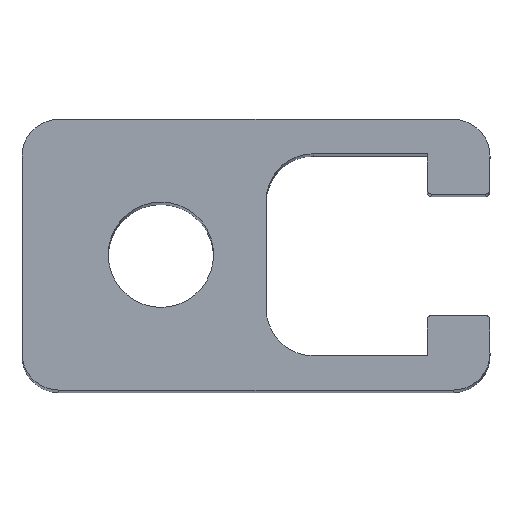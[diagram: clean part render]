
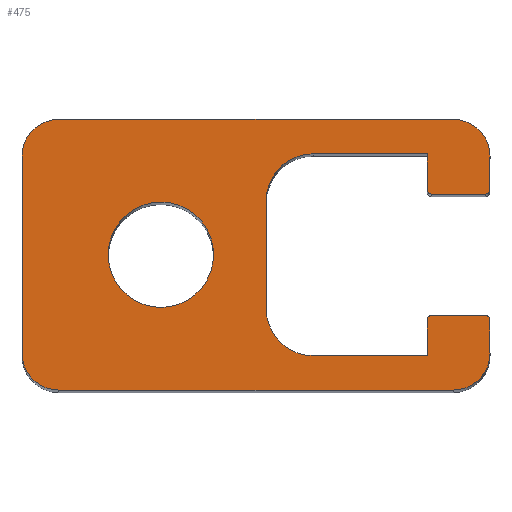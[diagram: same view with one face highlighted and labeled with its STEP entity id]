
A CAD part, top view. The second image highlights one B-rep face of the part: STEP entity #475.
In plain terms, the highlighted planar face has unit normal (0, 0, 1).
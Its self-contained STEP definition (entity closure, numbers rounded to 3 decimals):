
#23=PLANE('',#516);
#33=LINE('',#702,#79);
#37=LINE('',#714,#83);
#40=LINE('',#720,#86);
#44=LINE('',#732,#90);
#48=LINE('',#744,#94);
#51=LINE('',#750,#97);
#55=LINE('',#761,#101);
#59=LINE('',#768,#105);
#60=LINE('',#773,#106);
#61=LINE('',#777,#107);
#62=LINE('',#781,#108);
#63=LINE('',#784,#109);
#79=VECTOR('',#560,3.7);
#83=VECTOR('',#572,2.45);
#86=VECTOR('',#577,7.8);
#90=VECTOR('',#589,7.4);
#94=VECTOR('',#601,7.8);
#97=VECTOR('',#606,2.45);
#101=VECTOR('',#618,3.7);
#105=VECTOR('',#624,2.3);
#106=VECTOR('',#629,27.);
#107=VECTOR('',#632,13.5);
#108=VECTOR('',#635,27.);
#109=VECTOR('',#638,2.3);
#122=FACE_BOUND('',#166,.T.);
#139=FACE_OUTER_BOUND('',#165,.T.);
#165=EDGE_LOOP('',(#371,#372,#373,#374,#375,#376,#377,#378,#379,#380,#381,
#382,#383,#384,#385,#386,#387,#388,#389,#390,#391,#392));
#166=EDGE_LOOP('',(#393));
#177=CIRCLE('',#488,3.6);
#179=CIRCLE('',#491,0.3);
#181=CIRCLE('',#494,0.3);
#183=CIRCLE('',#498,0.3);
#185=CIRCLE('',#503,3.2);
#187=CIRCLE('',#507,3.2);
#189=CIRCLE('',#512,0.3);
#191=CIRCLE('',#517,2.5);
#192=CIRCLE('',#518,2.5);
#193=CIRCLE('',#519,2.5);
#194=CIRCLE('',#520,2.5);
#199=VERTEX_POINT('',#678);
#201=VERTEX_POINT('',#683);
#202=VERTEX_POINT('',#684);
#205=VERTEX_POINT('',#692);
#206=VERTEX_POINT('',#693);
#209=VERTEX_POINT('',#701);
#211=VERTEX_POINT('',#707);
#213=VERTEX_POINT('',#713);
#215=VERTEX_POINT('',#719);
#217=VERTEX_POINT('',#725);
#219=VERTEX_POINT('',#731);
#221=VERTEX_POINT('',#737);
#223=VERTEX_POINT('',#743);
#225=VERTEX_POINT('',#749);
#227=VERTEX_POINT('',#755);
#230=VERTEX_POINT('',#766);
#231=VERTEX_POINT('',#770);
#232=VERTEX_POINT('',#772);
#233=VERTEX_POINT('',#774);
#234=VERTEX_POINT('',#776);
#235=VERTEX_POINT('',#778);
#236=VERTEX_POINT('',#780);
#237=VERTEX_POINT('',#782);
#245=EDGE_CURVE('',#199,#199,#177,.T.);
#247=EDGE_CURVE('',#201,#202,#179,.T.);
#251=EDGE_CURVE('',#205,#206,#181,.T.);
#255=EDGE_CURVE('',#209,#205,#33,.T.);
#258=EDGE_CURVE('',#211,#209,#183,.T.);
#261=EDGE_CURVE('',#213,#211,#37,.T.);
#264=EDGE_CURVE('',#215,#213,#40,.T.);
#267=EDGE_CURVE('',#217,#215,#185,.T.);
#270=EDGE_CURVE('',#219,#217,#44,.T.);
#273=EDGE_CURVE('',#221,#219,#187,.T.);
#276=EDGE_CURVE('',#223,#221,#48,.T.);
#279=EDGE_CURVE('',#225,#223,#51,.T.);
#282=EDGE_CURVE('',#227,#225,#189,.T.);
#285=EDGE_CURVE('',#202,#227,#55,.T.);
#289=EDGE_CURVE('',#230,#206,#59,.T.);
#290=EDGE_CURVE('',#231,#230,#191,.T.);
#291=EDGE_CURVE('',#232,#231,#60,.T.);
#292=EDGE_CURVE('',#233,#232,#192,.T.);
#293=EDGE_CURVE('',#234,#233,#61,.T.);
#294=EDGE_CURVE('',#235,#234,#193,.T.);
#295=EDGE_CURVE('',#236,#235,#62,.T.);
#296=EDGE_CURVE('',#237,#236,#194,.T.);
#297=EDGE_CURVE('',#201,#237,#63,.T.);
#371=ORIENTED_EDGE('',*,*,#247,.T.);
#372=ORIENTED_EDGE('',*,*,#285,.T.);
#373=ORIENTED_EDGE('',*,*,#282,.T.);
#374=ORIENTED_EDGE('',*,*,#279,.T.);
#375=ORIENTED_EDGE('',*,*,#276,.T.);
#376=ORIENTED_EDGE('',*,*,#273,.T.);
#377=ORIENTED_EDGE('',*,*,#270,.T.);
#378=ORIENTED_EDGE('',*,*,#267,.T.);
#379=ORIENTED_EDGE('',*,*,#264,.T.);
#380=ORIENTED_EDGE('',*,*,#261,.T.);
#381=ORIENTED_EDGE('',*,*,#258,.T.);
#382=ORIENTED_EDGE('',*,*,#255,.T.);
#383=ORIENTED_EDGE('',*,*,#251,.T.);
#384=ORIENTED_EDGE('',*,*,#289,.F.);
#385=ORIENTED_EDGE('',*,*,#290,.F.);
#386=ORIENTED_EDGE('',*,*,#291,.F.);
#387=ORIENTED_EDGE('',*,*,#292,.F.);
#388=ORIENTED_EDGE('',*,*,#293,.F.);
#389=ORIENTED_EDGE('',*,*,#294,.F.);
#390=ORIENTED_EDGE('',*,*,#295,.F.);
#391=ORIENTED_EDGE('',*,*,#296,.F.);
#392=ORIENTED_EDGE('',*,*,#297,.F.);
#393=ORIENTED_EDGE('',*,*,#245,.T.);
#475=ADVANCED_FACE('',(#139,#122),#23,.T.);
#488=AXIS2_PLACEMENT_3D('',#679,#538,#539);
#491=AXIS2_PLACEMENT_3D('',#685,#544,#545);
#494=AXIS2_PLACEMENT_3D('',#694,#552,#553);
#498=AXIS2_PLACEMENT_3D('',#708,#565,#566);
#503=AXIS2_PLACEMENT_3D('',#726,#582,#583);
#507=AXIS2_PLACEMENT_3D('',#738,#594,#595);
#512=AXIS2_PLACEMENT_3D('',#756,#611,#612);
#516=AXIS2_PLACEMENT_3D('',#769,#625,#626);
#517=AXIS2_PLACEMENT_3D('',#771,#627,#628);
#518=AXIS2_PLACEMENT_3D('',#775,#630,#631);
#519=AXIS2_PLACEMENT_3D('',#779,#633,#634);
#520=AXIS2_PLACEMENT_3D('',#783,#636,#637);
#538=DIRECTION('center_axis',(0.,0.,-1.));
#539=DIRECTION('ref_axis',(-1.,0.,0.));
#544=DIRECTION('center_axis',(0.,0.,1.));
#545=DIRECTION('ref_axis',(-1.,0.,0.));
#552=DIRECTION('center_axis',(0.,0.,1.));
#553=DIRECTION('ref_axis',(0.,1.,0.));
#560=DIRECTION('',(1.,0.,0.));
#565=DIRECTION('center_axis',(0.,0.,1.));
#566=DIRECTION('ref_axis',(1.,0.,0.));
#572=DIRECTION('',(0.,-1.,0.));
#577=DIRECTION('',(1.,0.,0.));
#582=DIRECTION('center_axis',(0.,0.,-1.));
#583=DIRECTION('ref_axis',(0.,1.,0.));
#589=DIRECTION('',(0.,1.,0.));
#594=DIRECTION('center_axis',(0.,0.,-1.));
#595=DIRECTION('ref_axis',(-1.,0.,0.));
#601=DIRECTION('',(-1.,0.,0.));
#606=DIRECTION('',(0.,-1.,0.));
#611=DIRECTION('center_axis',(0.,0.,1.));
#612=DIRECTION('ref_axis',(0.,-1.,0.));
#618=DIRECTION('',(-1.,0.,0.));
#624=DIRECTION('',(0.,-1.,0.));
#625=DIRECTION('center_axis',(0.,0.,1.));
#626=DIRECTION('ref_axis',(1.,0.,0.));
#627=DIRECTION('center_axis',(0.,0.,-1.));
#628=DIRECTION('ref_axis',(1.,0.,0.));
#629=DIRECTION('',(1.,0.,0.));
#630=DIRECTION('center_axis',(0.,0.,-1.));
#631=DIRECTION('ref_axis',(0.,1.,0.));
#632=DIRECTION('',(0.,1.,0.));
#633=DIRECTION('center_axis',(0.,0.,-1.));
#634=DIRECTION('ref_axis',(-1.,0.,0.));
#635=DIRECTION('',(-1.,0.,0.));
#636=DIRECTION('center_axis',(0.,0.,-1.));
#637=DIRECTION('ref_axis',(0.,-1.,0.));
#638=DIRECTION('',(0.,-1.,0.));
#678=CARTESIAN_POINT('',(3.6,0.,100.));
#679=CARTESIAN_POINT('Origin',(0.,0.,100.));
#683=CARTESIAN_POINT('',(22.5,-4.45,100.));
#684=CARTESIAN_POINT('',(22.2,-4.15,100.));
#685=CARTESIAN_POINT('Origin',(22.2,-4.45,100.));
#692=CARTESIAN_POINT('',(22.2,4.15,100.));
#693=CARTESIAN_POINT('',(22.5,4.45,100.));
#694=CARTESIAN_POINT('Origin',(22.2,4.45,100.));
#701=CARTESIAN_POINT('',(18.5,4.15,100.));
#702=CARTESIAN_POINT('',(12.5,4.15,100.));
#707=CARTESIAN_POINT('',(18.2,4.45,100.));
#708=CARTESIAN_POINT('Origin',(18.5,4.45,100.));
#713=CARTESIAN_POINT('',(18.2,6.9,100.));
#714=CARTESIAN_POINT('',(18.2,3.45,100.));
#719=CARTESIAN_POINT('',(10.4,6.9,100.));
#720=CARTESIAN_POINT('',(8.45,6.9,100.));
#725=CARTESIAN_POINT('',(7.2,3.7,100.));
#726=CARTESIAN_POINT('Origin',(10.4,3.7,100.));
#731=CARTESIAN_POINT('',(7.2,-3.7,100.));
#732=CARTESIAN_POINT('',(7.2,-1.85,100.));
#737=CARTESIAN_POINT('',(10.4,-6.9,100.));
#738=CARTESIAN_POINT('Origin',(10.4,-3.7,100.));
#743=CARTESIAN_POINT('',(18.2,-6.9,100.));
#744=CARTESIAN_POINT('',(12.35,-6.9,100.));
#749=CARTESIAN_POINT('',(18.2,-4.45,100.));
#750=CARTESIAN_POINT('',(18.2,-2.225,100.));
#755=CARTESIAN_POINT('',(18.5,-4.15,100.));
#756=CARTESIAN_POINT('Origin',(18.5,-4.45,100.));
#761=CARTESIAN_POINT('',(14.35,-4.15,100.));
#766=CARTESIAN_POINT('',(22.5,6.75,100.));
#768=CARTESIAN_POINT('',(22.5,-3.375,100.));
#769=CARTESIAN_POINT('Origin',(6.5,0.,100.));
#770=CARTESIAN_POINT('',(20.,9.25,100.));
#771=CARTESIAN_POINT('Origin',(20.,6.75,100.));
#772=CARTESIAN_POINT('',(-7.,9.25,100.));
#773=CARTESIAN_POINT('',(13.25,9.25,100.));
#774=CARTESIAN_POINT('',(-9.5,6.75,100.));
#775=CARTESIAN_POINT('Origin',(-7.,6.75,100.));
#776=CARTESIAN_POINT('',(-9.5,-6.75,100.));
#777=CARTESIAN_POINT('',(-9.5,3.375,100.));
#778=CARTESIAN_POINT('',(-7.,-9.25,100.));
#779=CARTESIAN_POINT('Origin',(-7.,-6.75,100.));
#780=CARTESIAN_POINT('',(20.,-9.25,100.));
#781=CARTESIAN_POINT('',(-0.25,-9.25,100.));
#782=CARTESIAN_POINT('',(22.5,-6.75,100.));
#783=CARTESIAN_POINT('Origin',(20.,-6.75,100.));
#784=CARTESIAN_POINT('',(22.5,-3.375,100.));
